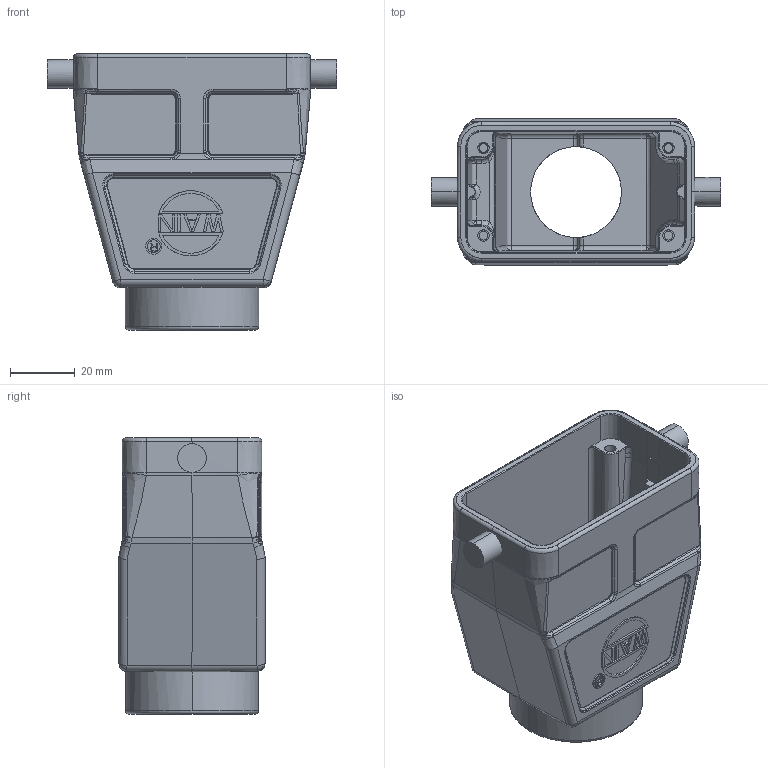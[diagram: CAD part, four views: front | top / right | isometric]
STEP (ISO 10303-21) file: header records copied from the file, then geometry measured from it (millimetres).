
FILE_DESCRIPTION(/* description */ (''),/* implementation_level */ '2;1');
FILE_NAME(/* name */ '3D_1240104155104_HV10B-TEH-2B-M32 WS_V1.1.stp',/* time_stamp */ '2023-12-21T09:57:59+08:00',/* author */ (''),/* organization */ (''),/* preprocessor_version */ 'ST-DEVELOPER v18.1',/* originating_system */ 'SIEMENS PLM Software NX 1980',/* authorisation */ '');
FILE_SCHEMA (('AUTOMOTIVE_DESIGN { 1 0 10303 214 3 1 1 1 }'));
Length unit declared in the file: millimetre
Products named in the file (1): 14593A18C68Aztv9
Bounding box: 89.2 x 45 x 85.1 mm (x, y, z)
Volume: 68309 mm3; surface area: 35263.4 mm2
Topology: 1 solids, 1 shells, 743 faces, 1804 edges, 1084 vertices
Faces by surface type: plane 288, cylinder 210, torus 98, bspline 60, cone 55, sphere 24, extrusion 8
Full cylindrical faces by diameter (mm): 28 x1, 30.5 x1
Entity records: 26040 total; most frequent: CARTESIAN_POINT 10174, ORIENTED_EDGE 3562, DIRECTION 2824, EDGE_CURVE 1781, VERTEX_POINT 1083, AXIS2_PLACEMENT_3D 1018, EDGE_LOOP 788, VECTOR 788
